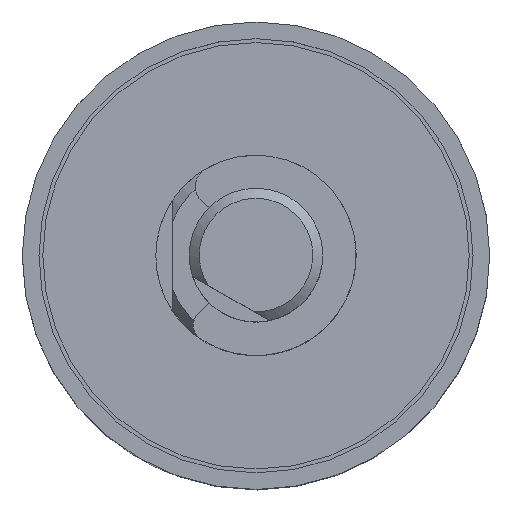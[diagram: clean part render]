
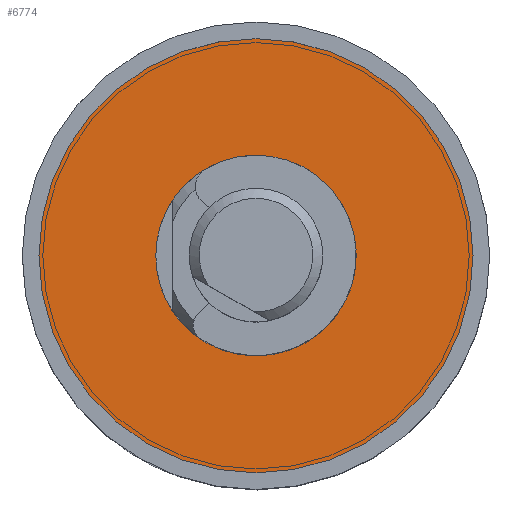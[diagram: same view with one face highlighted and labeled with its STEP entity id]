
A CAD part, top view. The second image highlights one B-rep face of the part: STEP entity #6774.
In plain terms, the highlighted planar face has unit normal (0, 0, 1).
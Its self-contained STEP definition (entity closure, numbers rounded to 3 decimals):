
#246 = VERTEX_POINT ( 'NONE', #611 ) ;
#611 = CARTESIAN_POINT ( 'NONE',  ( 6.5, 0., 0.5 ) ) ;
#859 = EDGE_LOOP ( 'NONE', ( #7017 ) ) ;
#900 = FACE_OUTER_BOUND ( 'NONE', #859, .T. ) ;
#1064 = DIRECTION ( 'NONE',  ( 0., 0., 1. ) ) ;
#1706 = CARTESIAN_POINT ( 'NONE',  ( -3., 0., 0.5 ) ) ;
#2053 = DIRECTION ( 'NONE',  ( -1., 0., 0. ) ) ;
#2223 = DIRECTION ( 'NONE',  ( 1., 0., 0. ) ) ;
#2954 = AXIS2_PLACEMENT_3D ( 'NONE', #6635, #4271, #5512 ) ;
#3216 = AXIS2_PLACEMENT_3D ( 'NONE', #5216, #1064, #2223 ) ;
#3240 = ORIENTED_EDGE ( 'NONE', *, *, #3789, .T. ) ;
#3551 = CIRCLE ( 'NONE', #2954, 6.5 ) ;
#3680 = EDGE_CURVE ( 'NONE', #246, #246, #3551, .T. ) ;
#3782 = CARTESIAN_POINT ( 'NONE',  ( 0., 0., 0.5 ) ) ;
#3789 = EDGE_CURVE ( 'NONE', #6938, #6938, #6547, .T. ) ;
#4271 = DIRECTION ( 'NONE',  ( 0., 0., 1. ) ) ;
#5216 = CARTESIAN_POINT ( 'NONE',  ( 3., 0., 0.5 ) ) ;
#5357 = FACE_BOUND ( 'NONE', #7668, .T. ) ;
#5512 = DIRECTION ( 'NONE',  ( 1., 0., 0. ) ) ;
#5826 = PLANE ( 'NONE',  #3216 ) ;
#6215 = DIRECTION ( 'NONE',  ( 0., 0., -1. ) ) ;
#6547 = CIRCLE ( 'NONE', #6564, 3. ) ;
#6564 = AXIS2_PLACEMENT_3D ( 'NONE', #3782, #6215, #2053 ) ;
#6635 = CARTESIAN_POINT ( 'NONE',  ( 0., 0., 0.5 ) ) ;
#6774 = ADVANCED_FACE ( 'NONE', ( #5357, #900 ), #5826, .T. ) ;
#6938 = VERTEX_POINT ( 'NONE', #1706 ) ;
#7017 = ORIENTED_EDGE ( 'NONE', *, *, #3680, .T. ) ;
#7668 = EDGE_LOOP ( 'NONE', ( #3240 ) ) ;
